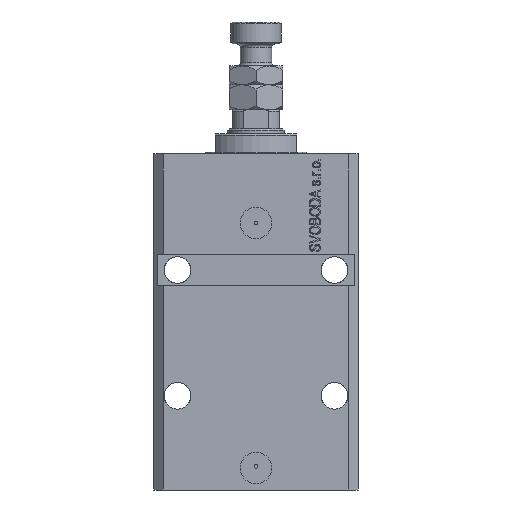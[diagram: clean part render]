
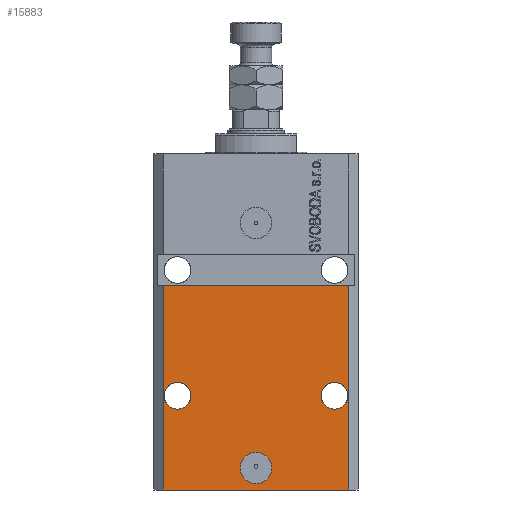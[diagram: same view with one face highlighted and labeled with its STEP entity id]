
A CAD part, front view. The second image highlights one B-rep face of the part: STEP entity #15883.
In plain terms, the highlighted planar face has unit normal (0, -1, 0).
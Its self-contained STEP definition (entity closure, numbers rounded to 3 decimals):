
#804 = CARTESIAN_POINT ( 'NONE',  ( -25., -22.5, -77. ) ) ;
#1307 = DIRECTION ( 'NONE',  ( 0., -1., 0. ) ) ;
#1542 = EDGE_CURVE ( 'NONE', #18443, #3190, #10717, .T. ) ;
#1653 = VECTOR ( 'NONE', #14695, 1000. ) ;
#2149 = CARTESIAN_POINT ( 'NONE',  ( 25., -22.5, -77. ) ) ;
#2749 = CIRCLE ( 'NONE', #40611, 4.25 ) ;
#3070 = DIRECTION ( 'NONE',  ( 0., -1., 0. ) ) ;
#3190 = VERTEX_POINT ( 'NONE', #20094 ) ;
#3198 = VECTOR ( 'NONE', #47558, 1000. ) ;
#3318 = CARTESIAN_POINT ( 'NONE',  ( 25., -22.5, -77. ) ) ;
#3929 = FACE_BOUND ( 'NONE', #41474, .T. ) ;
#4169 = FACE_OUTER_BOUND ( 'NONE', #14479, .T. ) ;
#4766 = LINE ( 'NONE', #31014, #41490 ) ;
#4998 = EDGE_LOOP ( 'NONE', ( #15661, #28156 ) ) ;
#5173 = DIRECTION ( 'NONE',  ( 0., -1., 0. ) ) ;
#5474 = CARTESIAN_POINT ( 'NONE',  ( -29.25, -22.5, -77. ) ) ;
#6097 = VERTEX_POINT ( 'NONE', #11167 ) ;
#8216 = CIRCLE ( 'NONE', #40435, 4.25 ) ;
#10717 = CIRCLE ( 'NONE', #18741, 5. ) ;
#10728 = VERTEX_POINT ( 'NONE', #27235 ) ;
#11167 = CARTESIAN_POINT ( 'NONE',  ( 29.5, -22.5, -42. ) ) ;
#12580 = AXIS2_PLACEMENT_3D ( 'NONE', #2149, #47830, #44534 ) ;
#13304 = CARTESIAN_POINT ( 'NONE',  ( -20.75, -22.5, -77. ) ) ;
#13305 = CARTESIAN_POINT ( 'NONE',  ( -29.5, -22.5, -42. ) ) ;
#14138 = ORIENTED_EDGE ( 'NONE', *, *, #24228, .T. ) ;
#14479 = EDGE_LOOP ( 'NONE', ( #15649, #45248, #14138, #36620 ) ) ;
#14695 = DIRECTION ( 'NONE',  ( 1., 0., 0. ) ) ;
#15517 = PLANE ( 'NONE',  #29627 ) ;
#15649 = ORIENTED_EDGE ( 'NONE', *, *, #22451, .F. ) ;
#15661 = ORIENTED_EDGE ( 'NONE', *, *, #1542, .F. ) ;
#15883 = ADVANCED_FACE ( 'NONE', ( #42279, #38740, #3929, #4169 ), #15517, .T. ) ;
#18309 = CARTESIAN_POINT ( 'NONE',  ( 29.5, -22.5, -107. ) ) ;
#18443 = VERTEX_POINT ( 'NONE', #24016 ) ;
#18741 = AXIS2_PLACEMENT_3D ( 'NONE', #44512, #40979, #20830 ) ;
#19502 = ORIENTED_EDGE ( 'NONE', *, *, #27765, .F. ) ;
#19558 = DIRECTION ( 'NONE',  ( 0., -1., 0. ) ) ;
#19813 = DIRECTION ( 'NONE',  ( 1., 0., 0. ) ) ;
#20073 = CARTESIAN_POINT ( 'NONE',  ( -29.5, -22.5, -107. ) ) ;
#20094 = CARTESIAN_POINT ( 'NONE',  ( -5., -22.5, -100. ) ) ;
#20570 = DIRECTION ( 'NONE',  ( 1., 0., 0. ) ) ;
#20830 = DIRECTION ( 'NONE',  ( 1., 0., 0. ) ) ;
#21776 = CARTESIAN_POINT ( 'NONE',  ( -29.5, -22.5, -107. ) ) ;
#21814 = EDGE_CURVE ( 'NONE', #10728, #22965, #43767, .T. ) ;
#22451 = EDGE_CURVE ( 'NONE', #22965, #6097, #46948, .T. ) ;
#22965 = VERTEX_POINT ( 'NONE', #13305 ) ;
#23059 = CIRCLE ( 'NONE', #12580, 4.25 ) ;
#23099 = ORIENTED_EDGE ( 'NONE', *, *, #28007, .F. ) ;
#23758 = DIRECTION ( 'NONE',  ( -1., 0., 0. ) ) ;
#24016 = CARTESIAN_POINT ( 'NONE',  ( 5., -22.5, -100. ) ) ;
#24228 = EDGE_CURVE ( 'NONE', #10728, #31139, #29102, .T. ) ;
#26329 = ORIENTED_EDGE ( 'NONE', *, *, #33049, .F. ) ;
#27157 = VERTEX_POINT ( 'NONE', #13304 ) ;
#27235 = CARTESIAN_POINT ( 'NONE',  ( -29.5, -22.5, -107. ) ) ;
#27765 = EDGE_CURVE ( 'NONE', #41663, #39195, #8216, .T. ) ;
#28007 = EDGE_CURVE ( 'NONE', #30066, #27157, #46906, .T. ) ;
#28156 = ORIENTED_EDGE ( 'NONE', *, *, #35110, .F. ) ;
#28288 = DIRECTION ( 'NONE',  ( -1., 0., 0. ) ) ;
#29102 = LINE ( 'NONE', #21776, #1653 ) ;
#29299 = CARTESIAN_POINT ( 'NONE',  ( 29.25, -22.5, -77. ) ) ;
#29627 = AXIS2_PLACEMENT_3D ( 'NONE', #30921, #19558, #19813 ) ;
#30066 = VERTEX_POINT ( 'NONE', #5474 ) ;
#30804 = AXIS2_PLACEMENT_3D ( 'NONE', #31824, #35359, #28288 ) ;
#30921 = CARTESIAN_POINT ( 'NONE',  ( -29.5, -22.5, -107. ) ) ;
#31014 = CARTESIAN_POINT ( 'NONE',  ( 29.5, -22.5, -107. ) ) ;
#31139 = VERTEX_POINT ( 'NONE', #18309 ) ;
#31824 = CARTESIAN_POINT ( 'NONE',  ( -25., -22.5, -77. ) ) ;
#32836 = CARTESIAN_POINT ( 'NONE',  ( 20.75, -22.5, -77. ) ) ;
#33049 = EDGE_CURVE ( 'NONE', #27157, #30066, #2749, .T. ) ;
#33352 = DIRECTION ( 'NONE',  ( 1., 0., 0. ) ) ;
#35092 = DIRECTION ( 'NONE',  ( 1., 0., 0. ) ) ;
#35110 = EDGE_CURVE ( 'NONE', #3190, #18443, #40571, .T. ) ;
#35349 = CARTESIAN_POINT ( 'NONE',  ( -32.5, -22.5, -42. ) ) ;
#35359 = DIRECTION ( 'NONE',  ( 0., -1., 0. ) ) ;
#36543 = AXIS2_PLACEMENT_3D ( 'NONE', #39736, #5173, #20570 ) ;
#36620 = ORIENTED_EDGE ( 'NONE', *, *, #45751, .T. ) ;
#38740 = FACE_BOUND ( 'NONE', #45366, .T. ) ;
#39195 = VERTEX_POINT ( 'NONE', #29299 ) ;
#39736 = CARTESIAN_POINT ( 'NONE',  ( 0., -22.5, -100. ) ) ;
#40435 = AXIS2_PLACEMENT_3D ( 'NONE', #3318, #3070, #33352 ) ;
#40571 = CIRCLE ( 'NONE', #36543, 5. ) ;
#40611 = AXIS2_PLACEMENT_3D ( 'NONE', #804, #1307, #23758 ) ;
#40760 = ORIENTED_EDGE ( 'NONE', *, *, #47782, .F. ) ;
#40979 = DIRECTION ( 'NONE',  ( 0., -1., 0. ) ) ;
#41474 = EDGE_LOOP ( 'NONE', ( #26329, #23099 ) ) ;
#41490 = VECTOR ( 'NONE', #47156, 1000. ) ;
#41663 = VERTEX_POINT ( 'NONE', #32836 ) ;
#42279 = FACE_BOUND ( 'NONE', #4998, .T. ) ;
#43767 = LINE ( 'NONE', #20073, #3198 ) ;
#44512 = CARTESIAN_POINT ( 'NONE',  ( 0., -22.5, -100. ) ) ;
#44534 = DIRECTION ( 'NONE',  ( 1., 0., 0. ) ) ;
#45248 = ORIENTED_EDGE ( 'NONE', *, *, #21814, .F. ) ;
#45366 = EDGE_LOOP ( 'NONE', ( #40760, #19502 ) ) ;
#45751 = EDGE_CURVE ( 'NONE', #31139, #6097, #4766, .T. ) ;
#46906 = CIRCLE ( 'NONE', #30804, 4.25 ) ;
#46948 = LINE ( 'NONE', #35349, #49921 ) ;
#47156 = DIRECTION ( 'NONE',  ( 0., 0., 1. ) ) ;
#47558 = DIRECTION ( 'NONE',  ( 0., 0., 1. ) ) ;
#47782 = EDGE_CURVE ( 'NONE', #39195, #41663, #23059, .T. ) ;
#47830 = DIRECTION ( 'NONE',  ( 0., -1., 0. ) ) ;
#49921 = VECTOR ( 'NONE', #35092, 1000. ) ;
